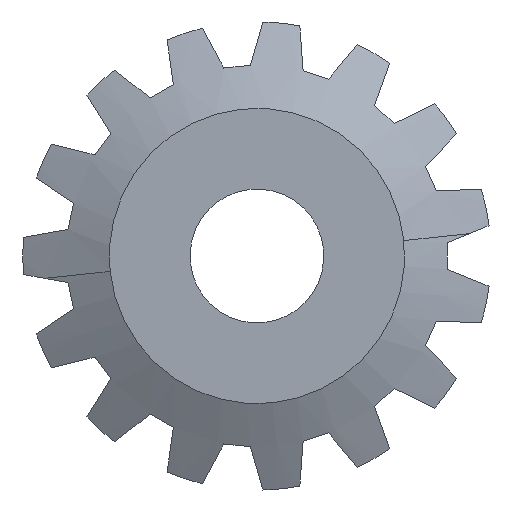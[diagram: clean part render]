
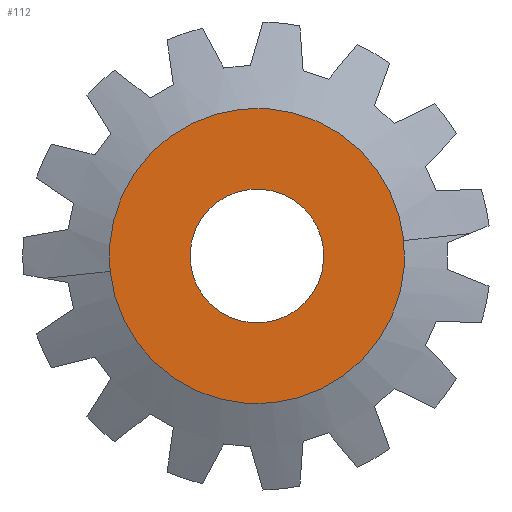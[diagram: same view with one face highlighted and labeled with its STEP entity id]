
A CAD part, left-side view. The second image highlights one B-rep face of the part: STEP entity #112.
In plain terms, the highlighted planar face has unit normal (-1, 0, 0).
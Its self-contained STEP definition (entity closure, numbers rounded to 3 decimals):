
#112=ADVANCED_FACE('',(#249,#250),#251,.T.);
#249=FACE_BOUND('',#391,.T.);
#250=FACE_OUTER_BOUND('',#392,.T.);
#251=PLANE('',#393);
#391=EDGE_LOOP('',(#957,#958));
#392=EDGE_LOOP('',(#959,#960));
#393=AXIS2_PLACEMENT_3D('',#961,#962,#963);
#957=ORIENTED_EDGE('',*,*,#1213,.T.);
#958=ORIENTED_EDGE('',*,*,#1056,.T.);
#959=ORIENTED_EDGE('',*,*,#1050,.F.);
#960=ORIENTED_EDGE('',*,*,#1215,.F.);
#961=CARTESIAN_POINT('',(-53.3,6.589,-0.693));
#962=DIRECTION('',(-1.0,0.,0.));
#963=DIRECTION('',(0.,-0.995,0.105));
#1050=EDGE_CURVE('',#1285,#1288,#1289,.T.);
#1056=EDGE_CURVE('',#1294,#1298,#1300,.T.);
#1213=EDGE_CURVE('',#1298,#1294,#1549,.T.);
#1215=EDGE_CURVE('',#1288,#1285,#1551,.T.);
#1285=VERTEX_POINT('',#1839);
#1288=VERTEX_POINT('',#1843);
#1289=CIRCLE('',#1844,13.25);
#1294=VERTEX_POINT('',#1850);
#1298=VERTEX_POINT('',#1855);
#1300=CIRCLE('',#1858,6.0);
#1549=CIRCLE('',#3039,6.0);
#1551=CIRCLE('',#3041,13.25);
#1839=CARTESIAN_POINT('',(-53.3,13.177,-1.385));
#1843=CARTESIAN_POINT('',(-53.3,-13.177,1.385));
#1844=AXIS2_PLACEMENT_3D('',#3070,#3071,#3072);
#1850=CARTESIAN_POINT('',(-53.3,-0.627,-5.967));
#1855=CARTESIAN_POINT('',(-53.3,0.627,5.967));
#1858=AXIS2_PLACEMENT_3D('',#3082,#3083,#3084);
#3039=AXIS2_PLACEMENT_3D('',#3189,#3190,#3191);
#3041=AXIS2_PLACEMENT_3D('',#3195,#3196,#3197);
#3070=CARTESIAN_POINT('',(-53.3,0.0,0.0));
#3071=DIRECTION('',(1.0,0.0,0.0));
#3072=DIRECTION('',(0.0,0.995,-0.105));
#3082=CARTESIAN_POINT('',(-53.3,0.0,0.0));
#3083=DIRECTION('',(1.0,0.,0.));
#3084=DIRECTION('',(0.,-0.105,-0.995));
#3189=CARTESIAN_POINT('',(-53.3,0.0,0.0));
#3190=DIRECTION('',(1.0,0.,0.));
#3191=DIRECTION('',(0.,-0.105,-0.995));
#3195=CARTESIAN_POINT('',(-53.3,0.0,0.0));
#3196=DIRECTION('',(1.0,0.0,0.0));
#3197=DIRECTION('',(0.0,0.995,-0.105));
